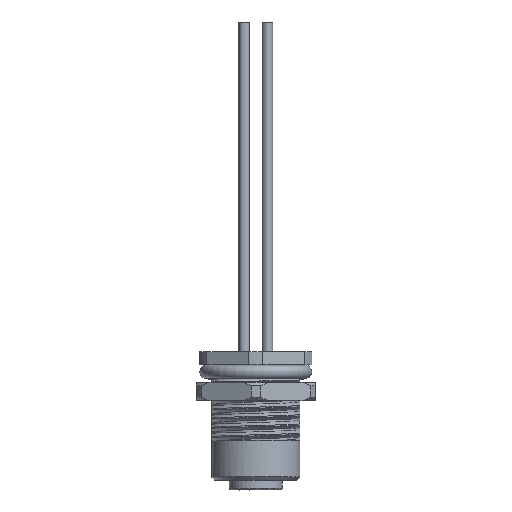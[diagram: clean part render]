
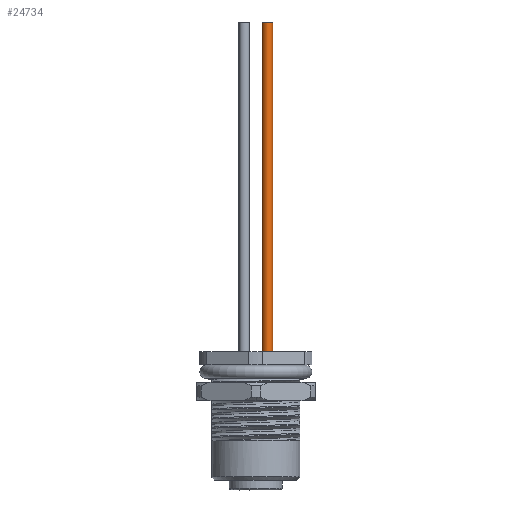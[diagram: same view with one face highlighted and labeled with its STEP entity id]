
A CAD part, front view. The second image highlights one B-rep face of the part: STEP entity #24734.
In plain terms, the highlighted cylindrical face has radius 0.8 mm (diameter 1.6 mm), a partial arc.
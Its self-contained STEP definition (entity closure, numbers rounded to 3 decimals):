
#705 = DIRECTION ( 'NONE',  ( 0., 0., 1. ) ) ;
#804 = ORIENTED_EDGE ( 'NONE', *, *, #2883, .T. ) ;
#1039 = AXIS2_PLACEMENT_3D ( 'NONE', #11725, #31168, #19036 ) ;
#1445 = AXIS2_PLACEMENT_3D ( 'NONE', #15867, #15710, #10779 ) ;
#1583 = AXIS2_PLACEMENT_3D ( 'NONE', #29740, #705, #15868 ) ;
#2605 = VERTEX_POINT ( 'NONE', #6481 ) ;
#2883 = EDGE_CURVE ( 'NONE', #19431, #2605, #23957, .T. ) ;
#3433 = EDGE_CURVE ( 'NONE', #2605, #3507, #27395, .T. ) ;
#3507 = VERTEX_POINT ( 'NONE', #12554 ) ;
#4500 = CIRCLE ( 'NONE', #1445, 0.8 ) ;
#6188 = EDGE_CURVE ( 'NONE', #28641, #3507, #4500, .T. ) ;
#6481 = CARTESIAN_POINT ( 'NONE',  ( 2.568, -1.768, 0. ) ) ;
#7633 = LINE ( 'NONE', #29470, #10666 ) ;
#8119 = CARTESIAN_POINT ( 'NONE',  ( 0.968, -1.768, 50. ) ) ;
#9931 = EDGE_CURVE ( 'NONE', #19431, #28641, #7633, .T. ) ;
#10020 = CARTESIAN_POINT ( 'NONE',  ( 2.568, -1.768, -1. ) ) ;
#10666 = VECTOR ( 'NONE', #17355, 1000. ) ;
#10779 = DIRECTION ( 'NONE',  ( 1., 0., 0. ) ) ;
#11725 = CARTESIAN_POINT ( 'NONE',  ( 1.768, -1.768, 0. ) ) ;
#12554 = CARTESIAN_POINT ( 'NONE',  ( 2.568, -1.768, 50. ) ) ;
#13330 = EDGE_LOOP ( 'NONE', ( #15836, #804, #15076, #20760 ) ) ;
#13477 = FACE_OUTER_BOUND ( 'NONE', #13330, .T. ) ;
#14321 = CARTESIAN_POINT ( 'NONE',  ( 0.968, -1.768, 0. ) ) ;
#14640 = DIRECTION ( 'NONE',  ( 0., 0., 1. ) ) ;
#15076 = ORIENTED_EDGE ( 'NONE', *, *, #3433, .T. ) ;
#15710 = DIRECTION ( 'NONE',  ( 0., 0., 1. ) ) ;
#15829 = VECTOR ( 'NONE', #14640, 1000. ) ;
#15836 = ORIENTED_EDGE ( 'NONE', *, *, #9931, .F. ) ;
#15867 = CARTESIAN_POINT ( 'NONE',  ( 1.768, -1.768, 50. ) ) ;
#15868 = DIRECTION ( 'NONE',  ( 1., 0., 0. ) ) ;
#17355 = DIRECTION ( 'NONE',  ( 0., 0., 1. ) ) ;
#19036 = DIRECTION ( 'NONE',  ( 1., 0., 0. ) ) ;
#19431 = VERTEX_POINT ( 'NONE', #14321 ) ;
#20760 = ORIENTED_EDGE ( 'NONE', *, *, #6188, .F. ) ;
#23957 = CIRCLE ( 'NONE', #1039, 0.8 ) ;
#24734 = ADVANCED_FACE ( 'NONE', ( #13477 ), #25595, .T. ) ;
#25595 = CYLINDRICAL_SURFACE ( 'NONE', #1583, 0.8 ) ;
#27395 = LINE ( 'NONE', #10020, #15829 ) ;
#28641 = VERTEX_POINT ( 'NONE', #8119 ) ;
#29470 = CARTESIAN_POINT ( 'NONE',  ( 0.968, -1.768, -1. ) ) ;
#29740 = CARTESIAN_POINT ( 'NONE',  ( 1.768, -1.768, -1. ) ) ;
#31168 = DIRECTION ( 'NONE',  ( 0., 0., 1. ) ) ;
